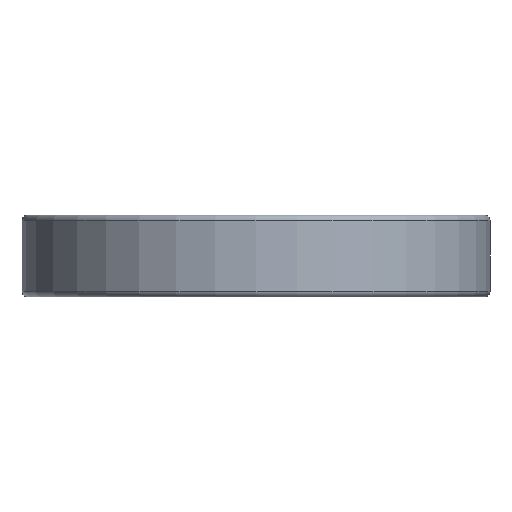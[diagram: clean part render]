
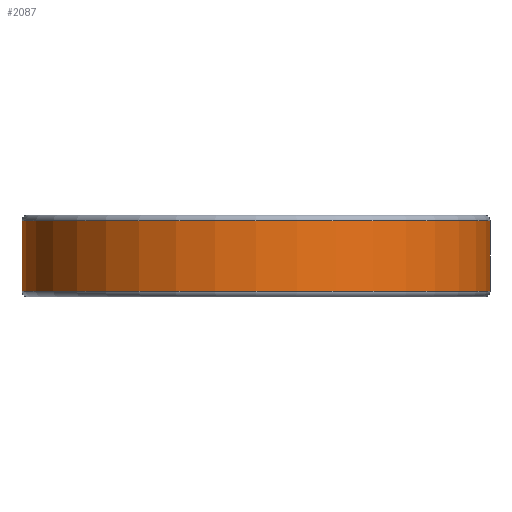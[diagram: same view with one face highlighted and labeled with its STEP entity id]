
A CAD part, front view. The second image highlights one B-rep face of the part: STEP entity #2087.
In plain terms, the highlighted cylindrical face has radius 20 mm (diameter 40 mm), a partial arc.
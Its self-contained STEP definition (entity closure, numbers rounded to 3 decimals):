
#64 = AXIS2_PLACEMENT_3D ( 'NONE', #1946, #1247, #2660 ) ;
#144 = CARTESIAN_POINT ( 'NONE',  ( 20., 0., 6.5 ) ) ;
#147 = CYLINDRICAL_SURFACE ( 'NONE', #1349, 20. ) ;
#162 = CARTESIAN_POINT ( 'NONE',  ( 0., 0., 7. ) ) ;
#181 = FACE_OUTER_BOUND ( 'NONE', #240, .T. ) ;
#240 = EDGE_LOOP ( 'NONE', ( #3097, #2750, #629, #487 ) ) ;
#387 = VERTEX_POINT ( 'NONE', #144 ) ;
#429 = CIRCLE ( 'NONE', #835, 20. ) ;
#487 = ORIENTED_EDGE ( 'NONE', *, *, #615, .T. ) ;
#533 = CARTESIAN_POINT ( 'NONE',  ( 20., 0., 7. ) ) ;
#615 = EDGE_CURVE ( 'NONE', #2074, #2952, #429, .T. ) ;
#620 = CARTESIAN_POINT ( 'NONE',  ( -20., 0., 0.5 ) ) ;
#629 = ORIENTED_EDGE ( 'NONE', *, *, #2240, .T. ) ;
#835 = AXIS2_PLACEMENT_3D ( 'NONE', #1588, #2806, #2349 ) ;
#931 = CARTESIAN_POINT ( 'NONE',  ( -20., 0., 7. ) ) ;
#1247 = DIRECTION ( 'NONE',  ( 0., 0., -1. ) ) ;
#1349 = AXIS2_PLACEMENT_3D ( 'NONE', #162, #2111, #2363 ) ;
#1389 = EDGE_CURVE ( 'NONE', #387, #2810, #2665, .T. ) ;
#1413 = LINE ( 'NONE', #931, #2511 ) ;
#1543 = EDGE_CURVE ( 'NONE', #387, #2952, #2895, .T. ) ;
#1588 = CARTESIAN_POINT ( 'NONE',  ( 0., 0., 0.5 ) ) ;
#1598 = VECTOR ( 'NONE', #1977, 1000. ) ;
#1946 = CARTESIAN_POINT ( 'NONE',  ( 0., 0., 6.5 ) ) ;
#1977 = DIRECTION ( 'NONE',  ( 0., 0., -1. ) ) ;
#2074 = VERTEX_POINT ( 'NONE', #620 ) ;
#2087 = ADVANCED_FACE ( 'NONE', ( #181 ), #147, .T. ) ;
#2111 = DIRECTION ( 'NONE',  ( 0., 0., -1. ) ) ;
#2199 = CARTESIAN_POINT ( 'NONE',  ( -20., 0., 6.5 ) ) ;
#2240 = EDGE_CURVE ( 'NONE', #2810, #2074, #1413, .T. ) ;
#2349 = DIRECTION ( 'NONE',  ( 1., 0., 0. ) ) ;
#2363 = DIRECTION ( 'NONE',  ( -1., 0., 0. ) ) ;
#2511 = VECTOR ( 'NONE', #2913, 1000. ) ;
#2660 = DIRECTION ( 'NONE',  ( 1., 0., 0. ) ) ;
#2665 = CIRCLE ( 'NONE', #64, 20. ) ;
#2750 = ORIENTED_EDGE ( 'NONE', *, *, #1389, .T. ) ;
#2806 = DIRECTION ( 'NONE',  ( 0., 0., 1. ) ) ;
#2808 = CARTESIAN_POINT ( 'NONE',  ( 20., 0., 0.5 ) ) ;
#2810 = VERTEX_POINT ( 'NONE', #2199 ) ;
#2895 = LINE ( 'NONE', #533, #1598 ) ;
#2913 = DIRECTION ( 'NONE',  ( 0., 0., -1. ) ) ;
#2952 = VERTEX_POINT ( 'NONE', #2808 ) ;
#3097 = ORIENTED_EDGE ( 'NONE', *, *, #1543, .F. ) ;
